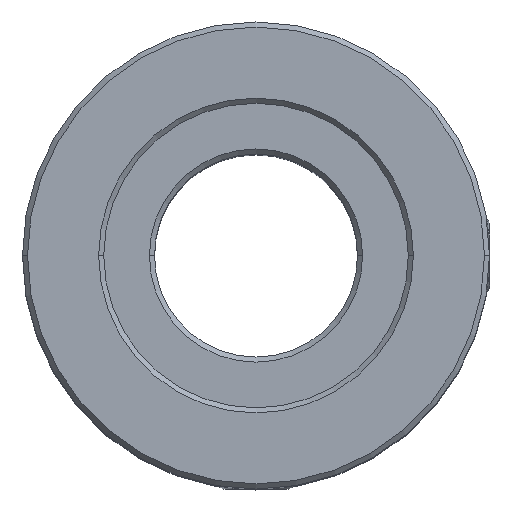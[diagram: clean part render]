
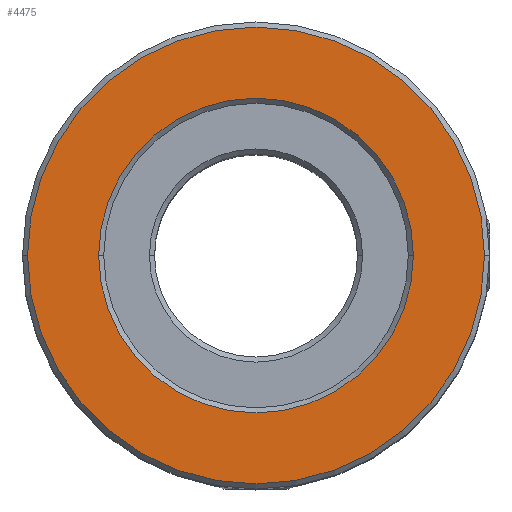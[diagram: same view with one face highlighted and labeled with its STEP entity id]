
A CAD part, top view. The second image highlights one B-rep face of the part: STEP entity #4475.
In plain terms, the highlighted planar face has unit normal (0, 0, 1).
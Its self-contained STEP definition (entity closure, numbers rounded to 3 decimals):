
#53 = DIRECTION ( 'NONE',  ( 1., 0., 0. ) ) ;
#157 = DIRECTION ( 'NONE',  ( 1., 0., 0. ) ) ;
#253 = EDGE_CURVE ( 'NONE', #3170, #3705, #2532, .T. ) ;
#348 = AXIS2_PLACEMENT_3D ( 'NONE', #1782, #3914, #702 ) ;
#484 = AXIS2_PLACEMENT_3D ( 'NONE', #1661, #851, #157 ) ;
#513 = CARTESIAN_POINT ( 'NONE',  ( 0., 0., 27. ) ) ;
#702 = DIRECTION ( 'NONE',  ( 1., 0., 0. ) ) ;
#792 = ORIENTED_EDGE ( 'NONE', *, *, #253, .T. ) ;
#851 = DIRECTION ( 'NONE',  ( 0., 0., 1. ) ) ;
#1040 = EDGE_CURVE ( 'NONE', #3705, #3170, #2397, .T. ) ;
#1044 = ORIENTED_EDGE ( 'NONE', *, *, #1615, .T. ) ;
#1045 = CARTESIAN_POINT ( 'NONE',  ( 0., 0., 27. ) ) ;
#1175 = DIRECTION ( 'NONE',  ( 0., 0., 1. ) ) ;
#1318 = DIRECTION ( 'NONE',  ( 1., 0., 0. ) ) ;
#1328 = DIRECTION ( 'NONE',  ( 0., 0., 1. ) ) ;
#1434 = CARTESIAN_POINT ( 'NONE',  ( 0., 0., 27. ) ) ;
#1437 = AXIS2_PLACEMENT_3D ( 'NONE', #1045, #1328, #2828 ) ;
#1615 = EDGE_CURVE ( 'NONE', #3635, #4193, #3703, .T. ) ;
#1639 = DIRECTION ( 'NONE',  ( 0., 0., -1. ) ) ;
#1661 = CARTESIAN_POINT ( 'NONE',  ( 0., 0., 27. ) ) ;
#1782 = CARTESIAN_POINT ( 'NONE',  ( 0., 0., 27. ) ) ;
#1917 = EDGE_CURVE ( 'NONE', #4193, #3635, #2797, .T. ) ;
#1956 = FACE_OUTER_BOUND ( 'NONE', #4342, .T. ) ;
#2103 = CARTESIAN_POINT ( 'NONE',  ( 7.75, 0., 27. ) ) ;
#2159 = ORIENTED_EDGE ( 'NONE', *, *, #1917, .T. ) ;
#2375 = ORIENTED_EDGE ( 'NONE', *, *, #1040, .T. ) ;
#2397 = CIRCLE ( 'NONE', #348, 7.75 ) ;
#2532 = CIRCLE ( 'NONE', #3371, 7.75 ) ;
#2707 = FACE_BOUND ( 'NONE', #3333, .T. ) ;
#2797 = CIRCLE ( 'NONE', #1437, 11.25 ) ;
#2828 = DIRECTION ( 'NONE',  ( 1., 0., 0. ) ) ;
#3169 = CARTESIAN_POINT ( 'NONE',  ( 11.25, 0., 27. ) ) ;
#3170 = VERTEX_POINT ( 'NONE', #3875 ) ;
#3333 = EDGE_LOOP ( 'NONE', ( #2375, #792 ) ) ;
#3371 = AXIS2_PLACEMENT_3D ( 'NONE', #513, #1639, #1318 ) ;
#3445 = PLANE ( 'NONE',  #484 ) ;
#3635 = VERTEX_POINT ( 'NONE', #3169 ) ;
#3703 = CIRCLE ( 'NONE', #4005, 11.25 ) ;
#3705 = VERTEX_POINT ( 'NONE', #2103 ) ;
#3875 = CARTESIAN_POINT ( 'NONE',  ( -7.75, 0., 27. ) ) ;
#3876 = CARTESIAN_POINT ( 'NONE',  ( -11.25, 0., 27. ) ) ;
#3914 = DIRECTION ( 'NONE',  ( 0., 0., -1. ) ) ;
#4005 = AXIS2_PLACEMENT_3D ( 'NONE', #1434, #1175, #53 ) ;
#4193 = VERTEX_POINT ( 'NONE', #3876 ) ;
#4342 = EDGE_LOOP ( 'NONE', ( #2159, #1044 ) ) ;
#4475 = ADVANCED_FACE ( 'NONE', ( #2707, #1956 ), #3445, .T. ) ;
